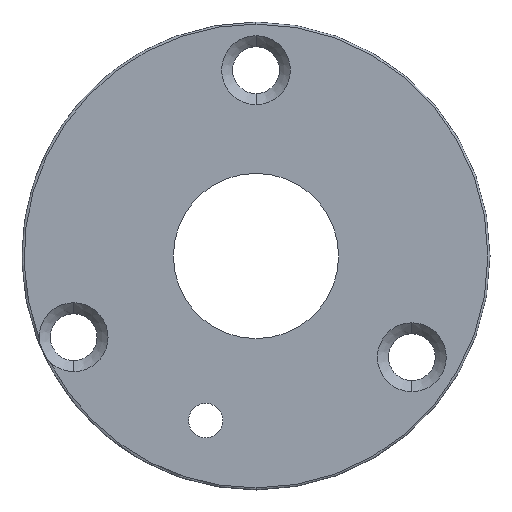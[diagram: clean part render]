
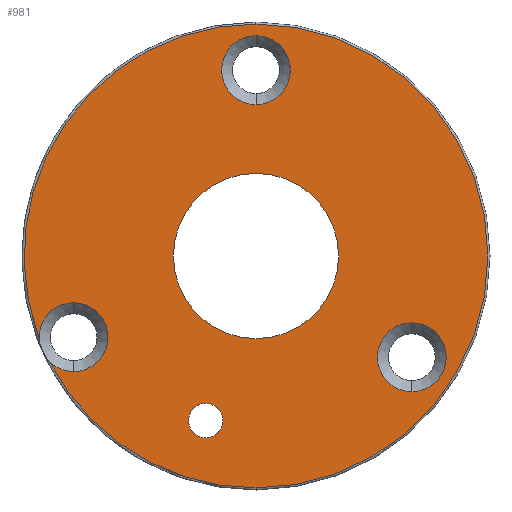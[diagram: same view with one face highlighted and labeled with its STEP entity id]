
A CAD part, left-side view. The second image highlights one B-rep face of the part: STEP entity #981.
In plain terms, the highlighted planar face has unit normal (-1, 0, 0).
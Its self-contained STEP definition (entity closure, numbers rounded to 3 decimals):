
#3 = CIRCLE ( 'NONE', #586, 16.85 ) ;
#25 = AXIS2_PLACEMENT_3D ( 'NONE', #363, #258, #972 ) ;
#29 = CARTESIAN_POINT ( 'NONE',  ( -2., 0., -6. ) ) ;
#37 = ORIENTED_EDGE ( 'NONE', *, *, #750, .T. ) ;
#40 = CIRCLE ( 'NONE', #25, 16.85 ) ;
#42 = EDGE_CURVE ( 'NONE', #357, #956, #602, .T. ) ;
#46 = DIRECTION ( 'NONE',  ( 0., 0., -1. ) ) ;
#54 = AXIS2_PLACEMENT_3D ( 'NONE', #780, #612, #132 ) ;
#78 = DIRECTION ( 'NONE',  ( 1., 0., 0. ) ) ;
#92 = ORIENTED_EDGE ( 'NONE', *, *, #397, .T. ) ;
#106 = ORIENTED_EDGE ( 'NONE', *, *, #382, .T. ) ;
#116 = EDGE_CURVE ( 'NONE', #901, #755, #984, .T. ) ;
#124 = VERTEX_POINT ( 'NONE', #328 ) ;
#131 = EDGE_CURVE ( 'NONE', #956, #652, #850, .T. ) ;
#132 = DIRECTION ( 'NONE',  ( 0., 0., -1. ) ) ;
#135 = DIRECTION ( 'NONE',  ( 1., 0., 0. ) ) ;
#146 = EDGE_CURVE ( 'NONE', #656, #227, #889, .T. ) ;
#151 = CARTESIAN_POINT ( 'NONE',  ( -2., 0., 6. ) ) ;
#163 = DIRECTION ( 'NONE',  ( -1., 0., 0. ) ) ;
#165 = CIRCLE ( 'NONE', #664, 6. ) ;
#172 = CIRCLE ( 'NONE', #589, 2.5 ) ;
#175 = CARTESIAN_POINT ( 'NONE',  ( -2., 0., -16.85 ) ) ;
#178 = DIRECTION ( 'NONE',  ( 1., 0., 0. ) ) ;
#183 = CARTESIAN_POINT ( 'NONE',  ( -2., 0., 13.5 ) ) ;
#196 = CARTESIAN_POINT ( 'NONE',  ( -2., 15.744, -6.004 ) ) ;
#208 = CARTESIAN_POINT ( 'NONE',  ( -2., 3.655, -10.704 ) ) ;
#226 = DIRECTION ( 'NONE',  ( 1., 0., 0. ) ) ;
#227 = VERTEX_POINT ( 'NONE', #324 ) ;
#236 = DIRECTION ( 'NONE',  ( -1., 0., 0. ) ) ;
#244 = DIRECTION ( 'NONE',  ( 0., 0., -1. ) ) ;
#246 = FACE_BOUND ( 'NONE', #1033, .T. ) ;
#249 = ORIENTED_EDGE ( 'NONE', *, *, #989, .T. ) ;
#251 = CARTESIAN_POINT ( 'NONE',  ( -2., 13.246, -8.398 ) ) ;
#258 = DIRECTION ( 'NONE',  ( -1., 0., 0. ) ) ;
#261 = EDGE_LOOP ( 'NONE', ( #487, #887, #461, #604, #922, #433 ) ) ;
#265 = DIRECTION ( 'NONE',  ( 1., 0., 0. ) ) ;
#270 = AXIS2_PLACEMENT_3D ( 'NONE', #960, #78, #733 ) ;
#272 = AXIS2_PLACEMENT_3D ( 'NONE', #941, #863, #454 ) ;
#274 = DIRECTION ( 'NONE',  ( 0., 0., -1. ) ) ;
#286 = ORIENTED_EDGE ( 'NONE', *, *, #912, .T. ) ;
#297 = DIRECTION ( 'NONE',  ( 0., 0., -1. ) ) ;
#316 = VERTEX_POINT ( 'NONE', #583 ) ;
#322 = CIRCLE ( 'NONE', #721, 6. ) ;
#324 = CARTESIAN_POINT ( 'NONE',  ( -2., 0., 16.85 ) ) ;
#328 = CARTESIAN_POINT ( 'NONE',  ( -2., 14.996, -7.683 ) ) ;
#357 = VERTEX_POINT ( 'NONE', #196 ) ;
#360 = CARTESIAN_POINT ( 'NONE',  ( -2., -11.322, -7.353 ) ) ;
#363 = CARTESIAN_POINT ( 'NONE',  ( -2., 0., 0. ) ) ;
#370 = CIRCLE ( 'NONE', #504, 1.25 ) ;
#374 = VERTEX_POINT ( 'NONE', #512 ) ;
#380 = DIRECTION ( 'NONE',  ( 0., 0., -1. ) ) ;
#382 = EDGE_CURVE ( 'NONE', #559, #619, #447, .T. ) ;
#396 = CARTESIAN_POINT ( 'NONE',  ( -2., 0., 0. ) ) ;
#397 = EDGE_CURVE ( 'NONE', #996, #608, #322, .T. ) ;
#406 = CIRCLE ( 'NONE', #272, 2.5 ) ;
#412 = EDGE_CURVE ( 'NONE', #755, #901, #370, .T. ) ;
#416 = CARTESIAN_POINT ( 'NONE',  ( -2., 0., 0. ) ) ;
#422 = AXIS2_PLACEMENT_3D ( 'NONE', #396, #163, #244 ) ;
#428 = ORIENTED_EDGE ( 'NONE', *, *, #503, .T. ) ;
#433 = ORIENTED_EDGE ( 'NONE', *, *, #470, .T. ) ;
#446 = CARTESIAN_POINT ( 'NONE',  ( -2., 13.246, -5.898 ) ) ;
#447 = CIRCLE ( 'NONE', #717, 2.5 ) ;
#454 = DIRECTION ( 'NONE',  ( 0., 0., -1. ) ) ;
#461 = ORIENTED_EDGE ( 'NONE', *, *, #675, .T. ) ;
#470 = EDGE_CURVE ( 'NONE', #652, #124, #955, .T. ) ;
#487 = ORIENTED_EDGE ( 'NONE', *, *, #592, .T. ) ;
#503 = EDGE_CURVE ( 'NONE', #316, #374, #406, .T. ) ;
#504 = AXIS2_PLACEMENT_3D ( 'NONE', #591, #832, #579 ) ;
#512 = CARTESIAN_POINT ( 'NONE',  ( -2., 0., 16. ) ) ;
#547 = DIRECTION ( 'NONE',  ( -1., 0., 0. ) ) ;
#559 = VERTEX_POINT ( 'NONE', #885 ) ;
#571 = AXIS2_PLACEMENT_3D ( 'NONE', #942, #547, #812 ) ;
#579 = DIRECTION ( 'NONE',  ( 0., 0., -1. ) ) ;
#581 = FACE_OUTER_BOUND ( 'NONE', #261, .T. ) ;
#583 = CARTESIAN_POINT ( 'NONE',  ( -2., 0., 11. ) ) ;
#586 = AXIS2_PLACEMENT_3D ( 'NONE', #876, #236, #793 ) ;
#589 = AXIS2_PLACEMENT_3D ( 'NONE', #841, #135, #687 ) ;
#591 = CARTESIAN_POINT ( 'NONE',  ( -2., 3.655, -11.954 ) ) ;
#592 = EDGE_CURVE ( 'NONE', #124, #656, #3, .T. ) ;
#602 = CIRCLE ( 'NONE', #54, 2.5 ) ;
#604 = ORIENTED_EDGE ( 'NONE', *, *, #42, .T. ) ;
#608 = VERTEX_POINT ( 'NONE', #151 ) ;
#612 = DIRECTION ( 'NONE',  ( 1., 0., 0. ) ) ;
#619 = VERTEX_POINT ( 'NONE', #967 ) ;
#642 = ORIENTED_EDGE ( 'NONE', *, *, #116, .F. ) ;
#652 = VERTEX_POINT ( 'NONE', #251 ) ;
#656 = VERTEX_POINT ( 'NONE', #175 ) ;
#657 = FACE_BOUND ( 'NONE', #990, .T. ) ;
#664 = AXIS2_PLACEMENT_3D ( 'NONE', #792, #782, #380 ) ;
#675 = EDGE_CURVE ( 'NONE', #227, #357, #40, .T. ) ;
#686 = AXIS2_PLACEMENT_3D ( 'NONE', #446, #226, #297 ) ;
#687 = DIRECTION ( 'NONE',  ( 0., 0., -1. ) ) ;
#717 = AXIS2_PLACEMENT_3D ( 'NONE', #360, #757, #46 ) ;
#721 = AXIS2_PLACEMENT_3D ( 'NONE', #822, #982, #274 ) ;
#730 = DIRECTION ( 'NONE',  ( 0., 0., -1. ) ) ;
#733 = DIRECTION ( 'NONE',  ( 0., 0., -1. ) ) ;
#750 = EDGE_CURVE ( 'NONE', #619, #559, #172, .T. ) ;
#755 = VERTEX_POINT ( 'NONE', #208 ) ;
#757 = DIRECTION ( 'NONE',  ( 1., 0., 0. ) ) ;
#780 = CARTESIAN_POINT ( 'NONE',  ( -2., 13.246, -5.898 ) ) ;
#781 = ORIENTED_EDGE ( 'NONE', *, *, #412, .F. ) ;
#782 = DIRECTION ( 'NONE',  ( 1., 0., 0. ) ) ;
#792 = CARTESIAN_POINT ( 'NONE',  ( -2., 0., 0. ) ) ;
#793 = DIRECTION ( 'NONE',  ( 0., 0., -1. ) ) ;
#801 = FACE_BOUND ( 'NONE', #827, .T. ) ;
#812 = DIRECTION ( 'NONE',  ( 0., 0., -1. ) ) ;
#822 = CARTESIAN_POINT ( 'NONE',  ( -2., 0., 0. ) ) ;
#827 = EDGE_LOOP ( 'NONE', ( #249, #428 ) ) ;
#832 = DIRECTION ( 'NONE',  ( -1., 0., 0. ) ) ;
#841 = CARTESIAN_POINT ( 'NONE',  ( -2., -11.322, -7.353 ) ) ;
#850 = CIRCLE ( 'NONE', #270, 2.5 ) ;
#863 = DIRECTION ( 'NONE',  ( 1., 0., 0. ) ) ;
#866 = AXIS2_PLACEMENT_3D ( 'NONE', #416, #178, #898 ) ;
#876 = CARTESIAN_POINT ( 'NONE',  ( -2., 0., 0. ) ) ;
#884 = CIRCLE ( 'NONE', #1032, 2.5 ) ;
#885 = CARTESIAN_POINT ( 'NONE',  ( -2., -11.322, -9.853 ) ) ;
#887 = ORIENTED_EDGE ( 'NONE', *, *, #146, .T. ) ;
#889 = CIRCLE ( 'NONE', #422, 16.85 ) ;
#894 = FACE_BOUND ( 'NONE', #961, .T. ) ;
#898 = DIRECTION ( 'NONE',  ( 0., 0., -1. ) ) ;
#901 = VERTEX_POINT ( 'NONE', #931 ) ;
#912 = EDGE_CURVE ( 'NONE', #608, #996, #165, .T. ) ;
#922 = ORIENTED_EDGE ( 'NONE', *, *, #131, .T. ) ;
#931 = CARTESIAN_POINT ( 'NONE',  ( -2., 3.655, -13.204 ) ) ;
#941 = CARTESIAN_POINT ( 'NONE',  ( -2., 0., 13.5 ) ) ;
#942 = CARTESIAN_POINT ( 'NONE',  ( -2., 3.655, -11.954 ) ) ;
#955 = CIRCLE ( 'NONE', #686, 2.5 ) ;
#956 = VERTEX_POINT ( 'NONE', #962 ) ;
#960 = CARTESIAN_POINT ( 'NONE',  ( -2., 13.246, -5.898 ) ) ;
#961 = EDGE_LOOP ( 'NONE', ( #642, #781 ) ) ;
#962 = CARTESIAN_POINT ( 'NONE',  ( -2., 13.246, -3.398 ) ) ;
#967 = CARTESIAN_POINT ( 'NONE',  ( -2., -11.322, -4.853 ) ) ;
#972 = DIRECTION ( 'NONE',  ( 0., 0., -1. ) ) ;
#975 = PLANE ( 'NONE',  #866 ) ;
#981 = ADVANCED_FACE ( 'NONE', ( #801, #246, #581, #894, #657 ), #975, .F. ) ;
#982 = DIRECTION ( 'NONE',  ( 1., 0., 0. ) ) ;
#984 = CIRCLE ( 'NONE', #571, 1.25 ) ;
#989 = EDGE_CURVE ( 'NONE', #374, #316, #884, .T. ) ;
#990 = EDGE_LOOP ( 'NONE', ( #92, #286 ) ) ;
#996 = VERTEX_POINT ( 'NONE', #29 ) ;
#1032 = AXIS2_PLACEMENT_3D ( 'NONE', #183, #265, #730 ) ;
#1033 = EDGE_LOOP ( 'NONE', ( #37, #106 ) ) ;
